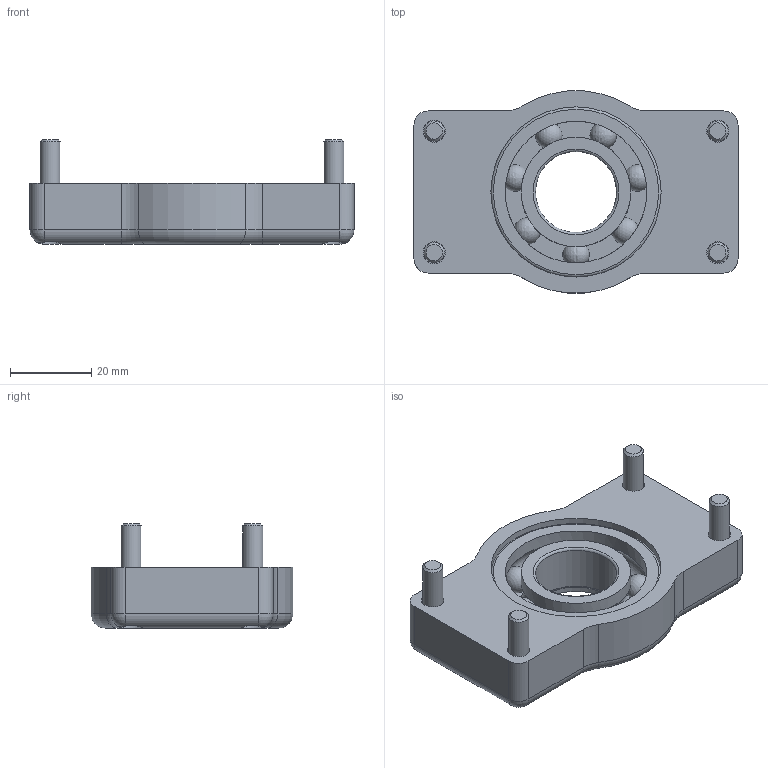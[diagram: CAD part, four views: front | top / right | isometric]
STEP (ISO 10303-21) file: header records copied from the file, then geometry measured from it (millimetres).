
FILE_DESCRIPTION((''),'2;1');
FILE_NAME('SZ3520V_A.stp','2013-08-30T09:53:36',('janine behrens'),(''),'Autodesk Inventor 2012','Autodesk Inventor 2012','');
FILE_SCHEMA(('AUTOMOTIVE_DESIGN { 1 0 10303 214 1 1 1 1 }'));
Length unit declared in the file: millimetre
Products named in the file (4): SZ3520V_A; ME2803520_A; DIN 625 SKF 6004; SS9020V_A
Assembly tree (6 placements, depth 2):
  SZ3520V_A
    ME2803520_A
    DIN 625 SKF 6004
    SS9020V_A  x4
Bounding box: 80 x 49.84 x 25.7 mm (x, y, z)
Volume: 40169.2 mm3; surface area: 21267.7 mm2
Topology: 6 solids, 6 shells, 150 faces, 397 edges, 253 vertices
Faces by surface type: plane 54, cylinder 45, torus 24, cone 16, sphere 11
Full cylindrical faces by diameter (mm): 5 x8, 5.5 x4, 7 x4, 7.2 x4, 20 x1, 22 x1, 27.04 x2, 34.96 x2, 38 x1, 42 x2
Entity records: 3902 total; most frequent: CARTESIAN_POINT 1416, DIRECTION 494, ORIENTED_EDGE 464, EDGE_CURVE 232, AXIS2_PLACEMENT_3D 224, VERTEX_POINT 162, EDGE_LOOP 154, CIRCLE 112
